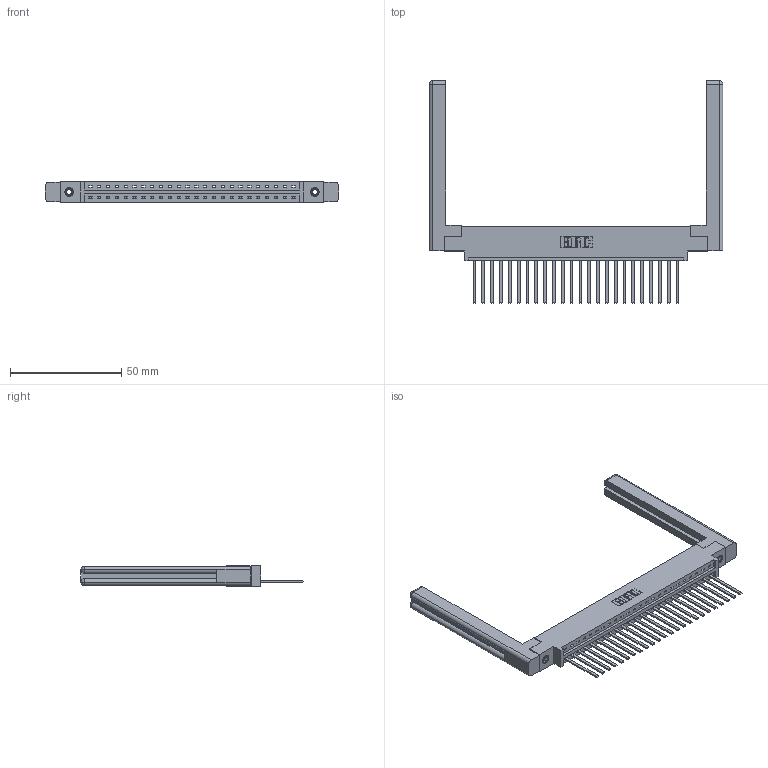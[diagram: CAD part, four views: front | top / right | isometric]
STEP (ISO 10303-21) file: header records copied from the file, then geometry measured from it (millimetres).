
FILE_DESCRIPTION (( 'STEP AP203' ), '1' );
FILE_NAME ('387-024-544-658.STEP', '2019-10-03T11:05:47', ( '' ), ( '' ), 'SwSTEP 2.0', 'SolidWorks 2016', '' );
FILE_SCHEMA (( 'CONFIG_CONTROL_DESIGN' ));
Length unit declared in the file: inch
Products named in the file (5): 345-292-001_345-293-144; 337 Part_0.170 Offset - 0.156 Dia-TI; 307-220-058; 345-250-001_345-250-001-102; 387-024-544-658
Assembly tree (29 placements, depth 2):
  387-024-544-658
    337 Part_0.170 Offset - 0.156 Dia-TI
    345-292-001_345-293-144  x24
    345-250-001_345-250-001-102  x2
    307-220-058  x2
Bounding box: 131.72 x 99.7 x 9.4 mm (x, y, z)
Volume: 20787.9 mm3; surface area: 20204.1 mm2
Topology: 29 solids, 29 shells, 1604 faces, 4757 edges, 3126 vertices
Faces by surface type: plane 1166, cylinder 414, cone 12, torus 12
Entity records: 22750 total; most frequent: CARTESIAN_POINT 3961, ORIENTED_EDGE 3860, DIRECTION 3386, EDGE_CURVE 1930, VECTOR 1758, LINE 1758, VERTEX_POINT 1278, AXIS2_PLACEMENT_3D 814
